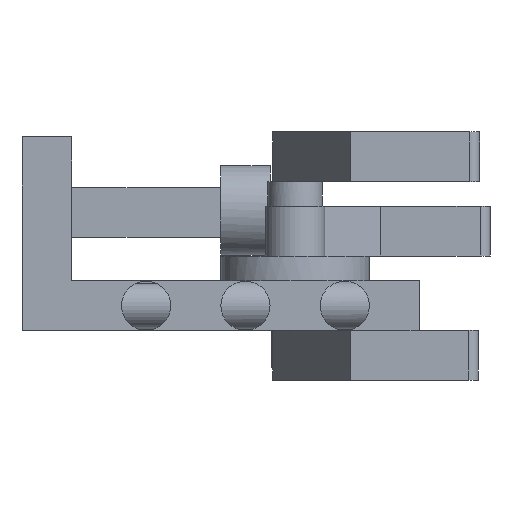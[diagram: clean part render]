
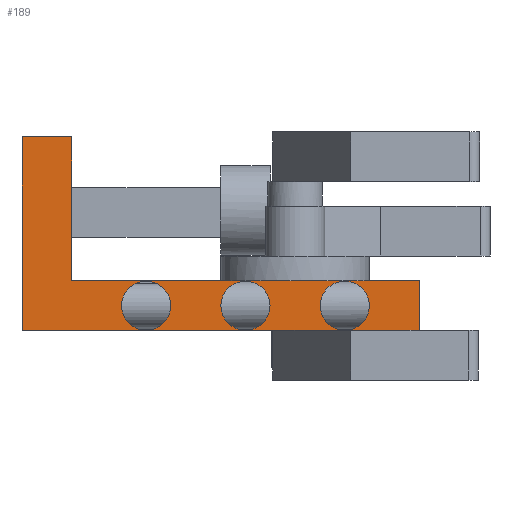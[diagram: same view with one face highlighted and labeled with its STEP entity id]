
A CAD part, left-side view. The second image highlights one B-rep face of the part: STEP entity #189.
In plain terms, the highlighted planar face has unit normal (-1, 0, 0).
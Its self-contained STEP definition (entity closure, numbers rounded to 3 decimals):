
#189=ADVANCED_FACE('',(#781,#783,#785,#787),#789,.T.);
#781=FACE_BOUND('',#782,.T.);
#782=EDGE_LOOP('',(#2176,#2177,#2178,#2179,#2180,#2181,#2182,#2183,#2184,#2185));
#783=FACE_BOUND('',#784,.T.);
#784=EDGE_LOOP('',(#2186));
#785=FACE_BOUND('',#786,.T.);
#786=EDGE_LOOP('',(#2187));
#787=FACE_BOUND('',#788,.T.);
#788=EDGE_LOOP('',(#2188));
#789=PLANE('',#790);
#790=AXIS2_PLACEMENT_3D('',#791,#792,#793);
#791=CARTESIAN_POINT('',(-25.,35.,0.));
#792=DIRECTION('',(-1.,0.,0.));
#793=DIRECTION('',(0.,-1.,0.));
#2176=ORIENTED_EDGE('',*,*,#2961,.F.);
#2177=ORIENTED_EDGE('',*,*,#2941,.F.);
#2178=ORIENTED_EDGE('',*,*,#2926,.T.);
#2179=ORIENTED_EDGE('',*,*,#2960,.T.);
#2180=ORIENTED_EDGE('',*,*,#2932,.F.);
#2181=ORIENTED_EDGE('',*,*,#2962,.T.);
#2182=ORIENTED_EDGE('',*,*,#2963,.F.);
#2183=ORIENTED_EDGE('',*,*,#2964,.T.);
#2184=ORIENTED_EDGE('',*,*,#2965,.T.);
#2185=ORIENTED_EDGE('',*,*,#2966,.F.);
#2186=ORIENTED_EDGE('',*,*,#2967,.T.);
#2187=ORIENTED_EDGE('',*,*,#2968,.T.);
#2188=ORIENTED_EDGE('',*,*,#2969,.T.);
#2926=EDGE_CURVE('',#3423,#3428,#3430,.T.);
#2932=EDGE_CURVE('',#3439,#3440,#3441,.T.);
#2941=EDGE_CURVE('',#3423,#3457,#3458,.T.);
#2960=EDGE_CURVE('',#3428,#3440,#3492,.T.);
#2961=EDGE_CURVE('',#3457,#3493,#3494,.F.);
#2962=EDGE_CURVE('',#3439,#3495,#3496,.T.);
#2963=EDGE_CURVE('',#3497,#3495,#3498,.F.);
#2964=EDGE_CURVE('',#3497,#3499,#3500,.T.);
#2965=EDGE_CURVE('',#3499,#3501,#3502,.T.);
#2966=EDGE_CURVE('',#3493,#3501,#3503,.T.);
#2967=EDGE_CURVE('',#3504,#3504,#3505,.F.);
#2968=EDGE_CURVE('',#3506,#3506,#3507,.F.);
#2969=EDGE_CURVE('',#3508,#3508,#3509,.F.);
#3423=VERTEX_POINT('',#4374);
#3428=VERTEX_POINT('',#4383);
#3430=LINE('',#4387,#4388);
#3439=VERTEX_POINT('',#4413);
#3440=VERTEX_POINT('',#4414);
#3441=LINE('',#4415,#4416);
#3457=VERTEX_POINT('',#4454);
#3458=LINE('',#4455,#4456);
#3492=LINE('',#4536,#4537);
#3493=VERTEX_POINT('',#4539);
#3494=LINE('',#4540,#4541);
#3495=VERTEX_POINT('',#4543);
#3496=LINE('',#4544,#4545);
#3497=VERTEX_POINT('',#4547);
#3498=LINE('',#4548,#4549);
#3499=VERTEX_POINT('',#4551);
#3500=LINE('',#4552,#4553);
#3501=VERTEX_POINT('',#4555);
#3502=LINE('',#4556,#4557);
#3503=LINE('',#4559,#4560);
#3504=VERTEX_POINT('',#4562);
#3505=CIRCLE('',#4563,4.95);
#3506=VERTEX_POINT('',#4567);
#3507=CIRCLE('',#4568,4.95);
#3508=VERTEX_POINT('',#4572);
#3509=CIRCLE('',#4573,4.95);
#4374=CARTESIAN_POINT('',(-25.,35.,10.));
#4383=CARTESIAN_POINT('',(-25.,35.,39.));
#4387=CARTESIAN_POINT('',(-25.,35.,10.));
#4388=VECTOR('',#4389,1.);
#4389=DIRECTION('',(0.,0.,1.));
#4413=CARTESIAN_POINT('',(-25.,45.,0.));
#4414=CARTESIAN_POINT('',(-25.,45.,39.));
#4415=CARTESIAN_POINT('',(-25.,45.,0.));
#4416=VECTOR('',#4417,1.);
#4417=DIRECTION('',(0.,0.,1.));
#4454=CARTESIAN_POINT('',(-25.,4.142,10.));
#4455=CARTESIAN_POINT('',(-25.,35.,10.));
#4456=VECTOR('',#4457,1.);
#4457=DIRECTION('',(0.,-1.,0.));
#4536=CARTESIAN_POINT('',(-25.,35.,39.));
#4537=VECTOR('',#4538,1.);
#4538=DIRECTION('',(0.,1.,0.));
#4539=CARTESIAN_POINT('',(-25.,-24.142,10.));
#4540=CARTESIAN_POINT('',(-25.,-24.142,10.));
#4541=VECTOR('',#4542,1.);
#4542=DIRECTION('',(0.,1.,0.));
#4543=CARTESIAN_POINT('',(-25.,-5.5,0.));
#4544=CARTESIAN_POINT('',(-25.,45.,0.));
#4545=VECTOR('',#4546,1.);
#4546=DIRECTION('',(0.,-1.,0.));
#4547=CARTESIAN_POINT('',(-25.,-14.5,0.));
#4548=CARTESIAN_POINT('',(-25.,-5.5,0.));
#4549=VECTOR('',#4550,1.);
#4550=DIRECTION('',(0.,-1.,0.));
#4551=CARTESIAN_POINT('',(-25.,-35.,0.));
#4552=CARTESIAN_POINT('',(-25.,-14.5,0.));
#4553=VECTOR('',#4554,1.);
#4554=DIRECTION('',(0.,-1.,0.));
#4555=CARTESIAN_POINT('',(-25.,-35.,10.));
#4556=CARTESIAN_POINT('',(-25.,-35.,0.));
#4557=VECTOR('',#4558,1.);
#4558=DIRECTION('',(0.,0.,1.));
#4559=CARTESIAN_POINT('',(-25.,-24.142,10.));
#4560=VECTOR('',#4561,1.);
#4561=DIRECTION('',(0.,-1.,0.));
#4562=CARTESIAN_POINT('',(-25.,20.,0.05));
#4563=AXIS2_PLACEMENT_3D('',#4564,#4565,#4566);
#4564=CARTESIAN_POINT('',(-25.,20.,5.));
#4565=DIRECTION('',(-1.,0.,0.));
#4566=DIRECTION('',(0.,0.,-1.));
#4567=CARTESIAN_POINT('',(-25.,0.,0.05));
#4568=AXIS2_PLACEMENT_3D('',#4569,#4570,#4571);
#4569=CARTESIAN_POINT('',(-25.,0.,5.));
#4570=DIRECTION('',(-1.,0.,0.));
#4571=DIRECTION('',(0.,0.,-1.));
#4572=CARTESIAN_POINT('',(-25.,-20.,0.05));
#4573=AXIS2_PLACEMENT_3D('',#4574,#4575,#4576);
#4574=CARTESIAN_POINT('',(-25.,-20.,5.));
#4575=DIRECTION('',(-1.,0.,0.));
#4576=DIRECTION('',(0.,0.,-1.));
